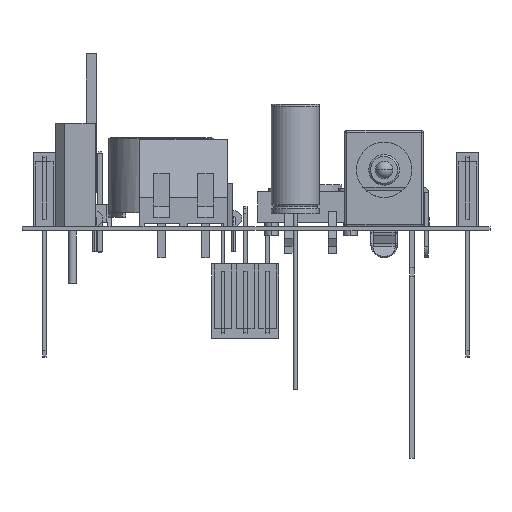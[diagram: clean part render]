
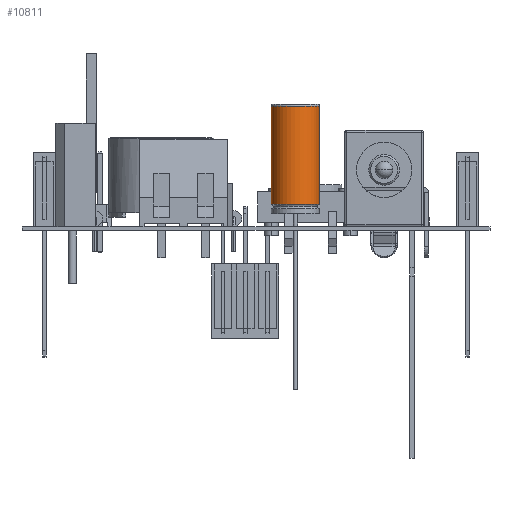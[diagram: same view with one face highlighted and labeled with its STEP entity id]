
A CAD part, left-side view. The second image highlights one B-rep face of the part: STEP entity #10811.
In plain terms, the highlighted cylindrical face has radius 2.75 mm (diameter 5.5 mm), a partial arc.
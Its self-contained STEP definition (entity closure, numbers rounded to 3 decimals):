
#10811 = ADVANCED_FACE('',(#10812),#10848,.T.);
#10812 = FACE_BOUND('',#10813,.T.);
#10813 = EDGE_LOOP('',(#10814,#10825,#10833,#10842));
#10814 = ORIENTED_EDGE('',*,*,#10815,.F.);
#10815 = EDGE_CURVE('',#10816,#10818,#10820,.T.);
#10816 = VERTEX_POINT('',#10817);
#10817 = CARTESIAN_POINT('',(11.399,0.,-2.75));
#10818 = VERTEX_POINT('',#10819);
#10819 = CARTESIAN_POINT('',(11.399,0.,2.75));
#10820 = CIRCLE('',#10821,2.75);
#10821 = AXIS2_PLACEMENT_3D('',#10822,#10823,#10824);
#10822 = CARTESIAN_POINT('',(11.399,0.,0.));
#10823 = DIRECTION('',(1.,0.,0.));
#10824 = DIRECTION('',(0.,0.,-1.));
#10825 = ORIENTED_EDGE('',*,*,#10826,.T.);
#10826 = EDGE_CURVE('',#10816,#10827,#10829,.T.);
#10827 = VERTEX_POINT('',#10828);
#10828 = CARTESIAN_POINT('',(0.2,0.,-2.75));
#10829 = LINE('',#10830,#10831);
#10830 = CARTESIAN_POINT('',(12.5,0.,-2.75));
#10831 = VECTOR('',#10832,1.);
#10832 = DIRECTION('',(-1.,0.,0.));
#10833 = ORIENTED_EDGE('',*,*,#10834,.T.);
#10834 = EDGE_CURVE('',#10827,#10835,#10837,.T.);
#10835 = VERTEX_POINT('',#10836);
#10836 = CARTESIAN_POINT('',(0.2,0.,2.75));
#10837 = CIRCLE('',#10838,2.75);
#10838 = AXIS2_PLACEMENT_3D('',#10839,#10840,#10841);
#10839 = CARTESIAN_POINT('',(0.2,0.,0.));
#10840 = DIRECTION('',(1.,0.,0.));
#10841 = DIRECTION('',(0.,0.,-1.));
#10842 = ORIENTED_EDGE('',*,*,#10843,.F.);
#10843 = EDGE_CURVE('',#10818,#10835,#10844,.T.);
#10844 = LINE('',#10845,#10846);
#10845 = CARTESIAN_POINT('',(12.5,0.,2.75));
#10846 = VECTOR('',#10847,1.);
#10847 = DIRECTION('',(-1.,0.,0.));
#10848 = CYLINDRICAL_SURFACE('',#10849,2.75);
#10849 = AXIS2_PLACEMENT_3D('',#10850,#10851,#10852);
#10850 = CARTESIAN_POINT('',(12.5,0.,0.));
#10851 = DIRECTION('',(-1.,0.,0.));
#10852 = DIRECTION('',(0.,0.,1.));
